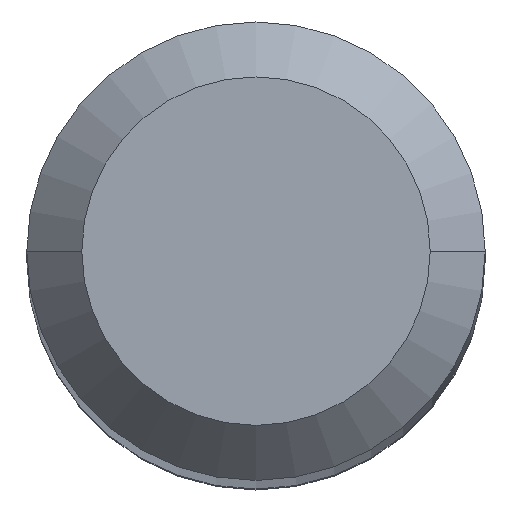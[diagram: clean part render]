
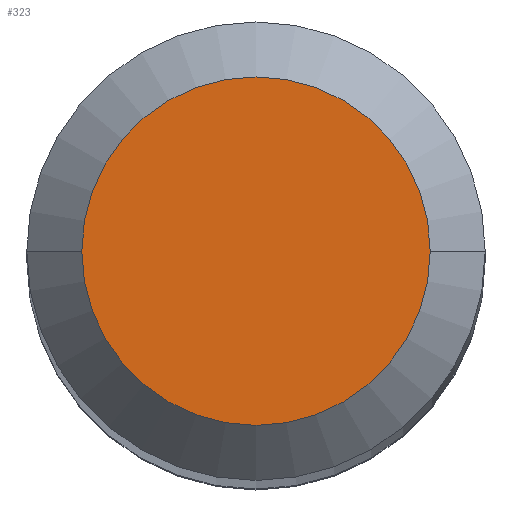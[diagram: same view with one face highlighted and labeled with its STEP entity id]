
A CAD part, top view. The second image highlights one B-rep face of the part: STEP entity #323.
In plain terms, the highlighted planar face has unit normal (0, 0, 1).
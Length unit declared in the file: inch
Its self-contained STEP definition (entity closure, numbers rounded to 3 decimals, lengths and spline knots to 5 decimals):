
#17 = ORIENTED_EDGE ( 'NONE', *, *, #88, .T. ) ;
#36 = DIRECTION ( 'NONE',  ( 1., 0., 0. ) ) ;
#40 = AXIS2_PLACEMENT_3D ( 'NONE', #337, #43, #36 ) ;
#42 = VERTEX_POINT ( 'NONE', #288 ) ;
#43 = DIRECTION ( 'NONE',  ( 0., 0., 1. ) ) ;
#72 = FACE_OUTER_BOUND ( 'NONE', #217, .T. ) ;
#75 = ORIENTED_EDGE ( 'NONE', *, *, #379, .T. ) ;
#88 = EDGE_CURVE ( 'NONE', #42, #204, #116, .T. ) ;
#105 = CARTESIAN_POINT ( 'NONE',  ( 0., 0., 1.5 ) ) ;
#116 = CIRCLE ( 'NONE', #367, 0.0475 ) ;
#197 = CARTESIAN_POINT ( 'NONE',  ( 0.0475, 0., 1.5 ) ) ;
#204 = VERTEX_POINT ( 'NONE', #197 ) ;
#217 = EDGE_LOOP ( 'NONE', ( #17, #75 ) ) ;
#223 = AXIS2_PLACEMENT_3D ( 'NONE', #105, #310, #282 ) ;
#259 = DIRECTION ( 'NONE',  ( 0., 0., 1. ) ) ;
#282 = DIRECTION ( 'NONE',  ( 1., 0., 0. ) ) ;
#288 = CARTESIAN_POINT ( 'NONE',  ( -0.0475, 0., 1.5 ) ) ;
#306 = PLANE ( 'NONE',  #40 ) ;
#310 = DIRECTION ( 'NONE',  ( 0., 0., 1. ) ) ;
#321 = DIRECTION ( 'NONE',  ( 1., 0., 0. ) ) ;
#323 = ADVANCED_FACE ( 'NONE', ( #72 ), #306, .T. ) ;
#334 = CIRCLE ( 'NONE', #223, 0.0475 ) ;
#337 = CARTESIAN_POINT ( 'NONE',  ( 0., 0., 1.5 ) ) ;
#367 = AXIS2_PLACEMENT_3D ( 'NONE', #377, #259, #321 ) ;
#377 = CARTESIAN_POINT ( 'NONE',  ( 0., 0., 1.5 ) ) ;
#379 = EDGE_CURVE ( 'NONE', #204, #42, #334, .T. ) ;
